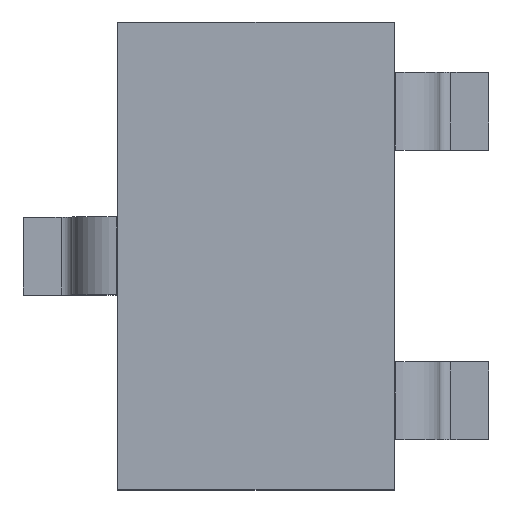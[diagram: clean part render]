
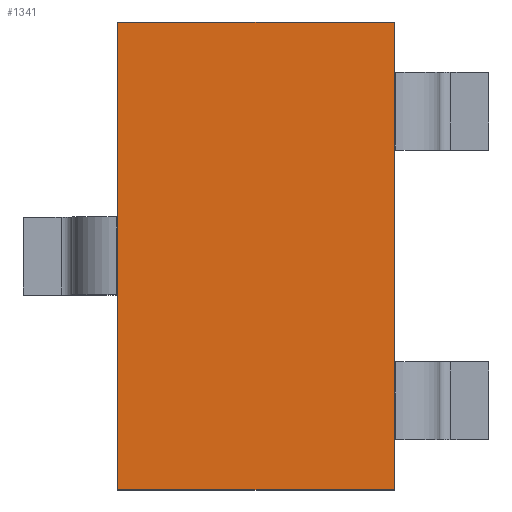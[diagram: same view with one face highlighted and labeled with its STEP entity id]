
A CAD part, top view. The second image highlights one B-rep face of the part: STEP entity #1341.
In plain terms, the highlighted planar face has unit normal (0, 0, 1).
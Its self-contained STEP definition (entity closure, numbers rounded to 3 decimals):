
#540=DIRECTION('',(1.,0.,0.));
#541=VECTOR('',#540,1.24);
#542=CARTESIAN_POINT('',(-0.62,-1.05,0.9));
#543=LINE('',#542,#541);
#547=DIRECTION('',(0.,-1.,0.));
#548=VECTOR('',#547,2.1);
#549=CARTESIAN_POINT('',(-0.62,1.05,0.9));
#550=LINE('',#549,#548);
#554=DIRECTION('',(-1.,0.,0.));
#555=VECTOR('',#554,1.24);
#556=CARTESIAN_POINT('',(0.62,1.05,0.9));
#557=LINE('',#556,#555);
#561=DIRECTION('',(0.,1.,0.));
#562=VECTOR('',#561,2.1);
#563=CARTESIAN_POINT('',(0.62,-1.05,0.9));
#564=LINE('',#563,#562);
#743=CARTESIAN_POINT('',(-0.62,-1.05,0.9));
#744=CARTESIAN_POINT('',(0.62,-1.05,0.9));
#745=VERTEX_POINT('',#743);
#746=VERTEX_POINT('',#744);
#747=CARTESIAN_POINT('',(0.62,1.05,0.9));
#748=VERTEX_POINT('',#747);
#749=CARTESIAN_POINT('',(-0.62,1.05,0.9));
#750=VERTEX_POINT('',#749);
#1330=CARTESIAN_POINT('',(0.,0.,0.9));
#1331=DIRECTION('',(0.,0.,1.));
#1332=DIRECTION('',(0.,1.,0.));
#1333=AXIS2_PLACEMENT_3D('',#1330,#1331,#1332);
#1334=PLANE('',#1333);
#1335=ORIENTED_EDGE('',*,*,#1312,.F.);
#1336=ORIENTED_EDGE('',*,*,#952,.F.);
#1337=ORIENTED_EDGE('',*,*,#1094,.F.);
#1338=ORIENTED_EDGE('',*,*,#1122,.F.);
#1339=EDGE_LOOP('',(#1335,#1336,#1337,#1338));
#1340=FACE_OUTER_BOUND('',#1339,.F.);
#1341=ADVANCED_FACE('',(#1340),#1334,.T.);
#952=EDGE_CURVE('',#750,#745,#550,.T.);
#1094=EDGE_CURVE('',#748,#750,#557,.T.);
#1122=EDGE_CURVE('',#746,#748,#564,.T.);
#1312=EDGE_CURVE('',#745,#746,#543,.T.);
